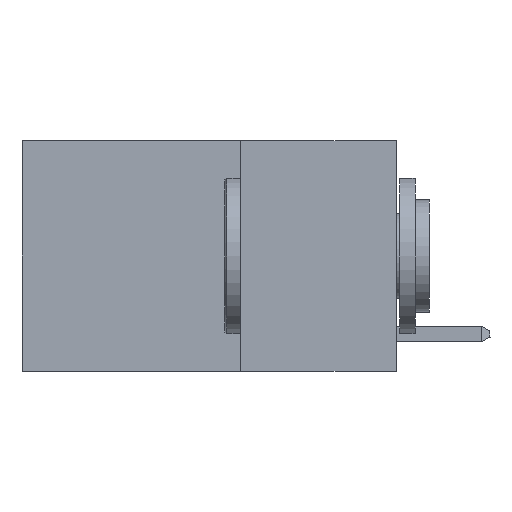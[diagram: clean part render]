
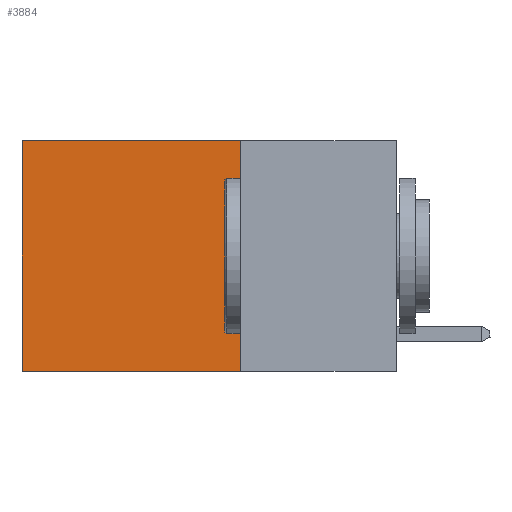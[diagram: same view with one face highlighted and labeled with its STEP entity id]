
A CAD part, left-side view. The second image highlights one B-rep face of the part: STEP entity #3884.
In plain terms, the highlighted planar face has unit normal (-1, 0, 0).
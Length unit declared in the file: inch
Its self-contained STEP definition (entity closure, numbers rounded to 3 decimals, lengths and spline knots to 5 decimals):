
#648 = CARTESIAN_POINT ( 'NONE',  ( 0.2625, 0.25, -0.37 ) ) ;
#3884 = ADVANCED_FACE ( 'NONE', ( #12766 ), #10695, .F. ) ;
#3885 = ORIENTED_EDGE ( 'NONE', *, *, #6191, .F. ) ;
#4475 = DIRECTION ( 'NONE',  ( 0., 1., 0. ) ) ;
#4741 = CARTESIAN_POINT ( 'NONE',  ( 0.2625, 0.25, -0.37 ) ) ;
#4747 = DIRECTION ( 'NONE',  ( 1., 0., 0. ) ) ;
#4881 = ORIENTED_EDGE ( 'NONE', *, *, #10924, .T. ) ;
#5016 = VERTEX_POINT ( 'NONE', #7807 ) ;
#5083 = DIRECTION ( 'NONE',  ( 0., 0., -1. ) ) ;
#5510 = DIRECTION ( 'NONE',  ( 0., 0., -1. ) ) ;
#6191 = EDGE_CURVE ( 'NONE', #8697, #7737, #7208, .T. ) ;
#6430 = CARTESIAN_POINT ( 'NONE',  ( 0.2625, 0.6, 0. ) ) ;
#6493 = VECTOR ( 'NONE', #5083, 39.37008 ) ;
#7208 = LINE ( 'NONE', #7287, #6493 ) ;
#7287 = CARTESIAN_POINT ( 'NONE',  ( 0.2625, 0.25, 0. ) ) ;
#7737 = VERTEX_POINT ( 'NONE', #648 ) ;
#7807 = CARTESIAN_POINT ( 'NONE',  ( 0.2625, 0.6, -0.37 ) ) ;
#8176 = LINE ( 'NONE', #4741, #8762 ) ;
#8257 = DIRECTION ( 'NONE',  ( 0., 1., 0. ) ) ;
#8697 = VERTEX_POINT ( 'NONE', #14025 ) ;
#8727 = LINE ( 'NONE', #14593, #13140 ) ;
#8762 = VECTOR ( 'NONE', #8257, 39.37008 ) ;
#8831 = ORIENTED_EDGE ( 'NONE', *, *, #11860, .F. ) ;
#8985 = CARTESIAN_POINT ( 'NONE',  ( 0.2625, 0.25, 0. ) ) ;
#9160 = AXIS2_PLACEMENT_3D ( 'NONE', #10471, #4747, #13986 ) ;
#9941 = EDGE_LOOP ( 'NONE', ( #11582, #8831, #3885, #4881 ) ) ;
#10471 = CARTESIAN_POINT ( 'NONE',  ( 0.2625, 0.25, 0. ) ) ;
#10695 = PLANE ( 'NONE',  #9160 ) ;
#10924 = EDGE_CURVE ( 'NONE', #8697, #13035, #14846, .T. ) ;
#11582 = ORIENTED_EDGE ( 'NONE', *, *, #11737, .T. ) ;
#11737 = EDGE_CURVE ( 'NONE', #13035, #5016, #8727, .T. ) ;
#11860 = EDGE_CURVE ( 'NONE', #7737, #5016, #8176, .T. ) ;
#12766 = FACE_OUTER_BOUND ( 'NONE', #9941, .T. ) ;
#13035 = VERTEX_POINT ( 'NONE', #6430 ) ;
#13140 = VECTOR ( 'NONE', #5510, 39.37008 ) ;
#13986 = DIRECTION ( 'NONE',  ( 0., 0., -1. ) ) ;
#14025 = CARTESIAN_POINT ( 'NONE',  ( 0.2625, 0.25, 0. ) ) ;
#14581 = VECTOR ( 'NONE', #4475, 39.37008 ) ;
#14593 = CARTESIAN_POINT ( 'NONE',  ( 0.2625, 0.6, 0. ) ) ;
#14846 = LINE ( 'NONE', #8985, #14581 ) ;
